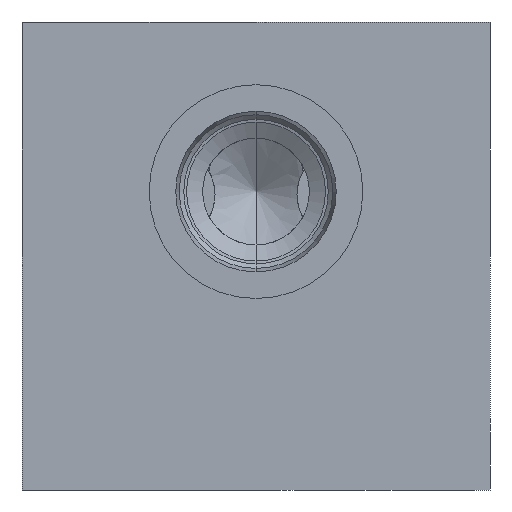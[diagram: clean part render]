
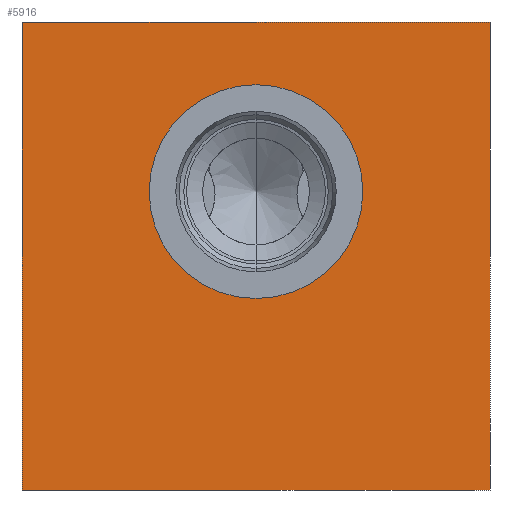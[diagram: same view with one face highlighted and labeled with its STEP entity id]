
A CAD part, left-side view. The second image highlights one B-rep face of the part: STEP entity #5916.
In plain terms, the highlighted planar face has unit normal (-1, 0, 0).
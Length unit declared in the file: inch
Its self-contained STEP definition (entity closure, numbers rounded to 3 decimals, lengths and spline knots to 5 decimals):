
#1=DIRECTION('',(0.,-1.,0.));
#2=VECTOR('',#1,5.);
#3=CARTESIAN_POINT('',(0.,0.,0.));
#4=LINE('',#3,#2);
#47=DIRECTION('',(0.,0.,1.));
#48=VECTOR('',#47,5.);
#49=CARTESIAN_POINT('',(0.,0.,0.));
#50=LINE('',#49,#48);
#51=CARTESIAN_POINT('',(0.,-2.5,3.188));
#52=DIRECTION('',(1.,0.,0.));
#53=DIRECTION('',(0.,0.,-1.));
#54=AXIS2_PLACEMENT_3D('',#51,#52,#53);
#56=CARTESIAN_POINT('',(0.,-2.5,3.188));
#57=DIRECTION('',(1.,0.,0.));
#58=DIRECTION('',(0.,0.,1.));
#59=AXIS2_PLACEMENT_3D('',#56,#57,#58);
#139=DIRECTION('',(0.,0.,1.));
#140=VECTOR('',#139,5.);
#141=CARTESIAN_POINT('',(0.,-5.,0.));
#142=LINE('',#141,#140);
#163=DIRECTION('',(0.,-1.,0.));
#164=VECTOR('',#163,5.);
#165=CARTESIAN_POINT('',(0.,0.,5.));
#166=LINE('',#165,#164);
#5189=CARTESIAN_POINT('',(0.,0.,0.));
#5190=CARTESIAN_POINT('',(0.,-5.,0.));
#5191=VERTEX_POINT('',#5189);
#5192=VERTEX_POINT('',#5190);
#5197=CARTESIAN_POINT('',(0.,0.,5.));
#5198=CARTESIAN_POINT('',(0.,-5.,5.));
#5199=VERTEX_POINT('',#5197);
#5200=VERTEX_POINT('',#5198);
#5453=CARTESIAN_POINT('',(0.,-2.5,2.046));
#5455=VERTEX_POINT('',#5453);
#5457=CARTESIAN_POINT('',(0.,-2.5,4.33));
#5459=VERTEX_POINT('',#5457);
#5896=CARTESIAN_POINT('',(0.,0.,0.));
#5897=DIRECTION('',(-1.,0.,0.));
#5898=DIRECTION('',(0.,-1.,0.));
#5899=AXIS2_PLACEMENT_3D('',#5896,#5897,#5898);
#5900=PLANE('',#5899);
#5901=ORIENTED_EDGE('',*,*,#5867,.F.);
#5903=ORIENTED_EDGE('',*,*,#5902,.T.);
#5905=ORIENTED_EDGE('',*,*,#5904,.T.);
#5907=ORIENTED_EDGE('',*,*,#5906,.F.);
#5908=EDGE_LOOP('',(#5901,#5903,#5905,#5907));
#5909=FACE_OUTER_BOUND('',#5908,.F.);
#5911=ORIENTED_EDGE('',*,*,#5910,.F.);
#5913=ORIENTED_EDGE('',*,*,#5912,.F.);
#5914=EDGE_LOOP('',(#5911,#5913));
#5915=FACE_BOUND('',#5914,.F.);
#5916=ADVANCED_FACE('',(#5909,#5915),#5900,.T.);
#55=CIRCLE('',#54,1.142);
#60=CIRCLE('',#59,1.142);
#5867=EDGE_CURVE('',#5191,#5192,#4,.T.);
#5902=EDGE_CURVE('',#5191,#5199,#50,.T.);
#5904=EDGE_CURVE('',#5199,#5200,#166,.T.);
#5906=EDGE_CURVE('',#5192,#5200,#142,.T.);
#5910=EDGE_CURVE('',#5455,#5459,#55,.T.);
#5912=EDGE_CURVE('',#5459,#5455,#60,.T.);
